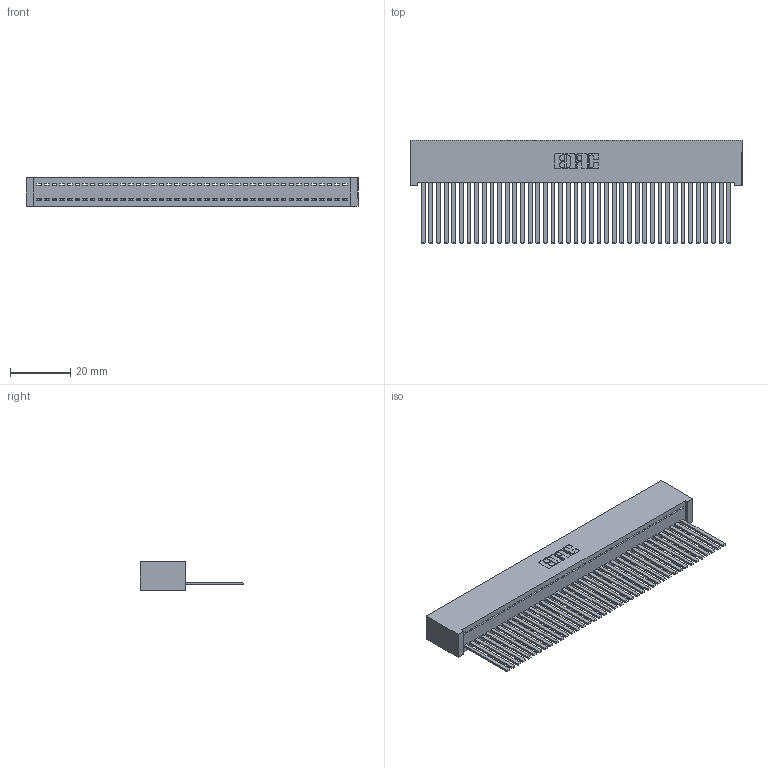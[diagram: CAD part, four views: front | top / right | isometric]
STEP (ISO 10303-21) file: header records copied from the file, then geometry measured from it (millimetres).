
FILE_DESCRIPTION (( 'STEP AP203' ), '1' );
FILE_NAME ('392-041-544-101.STEP', '2019-10-07T20:39:01', ( '' ), ( '' ), 'SwSTEP 2.0', 'SolidWorks 2016', '' );
FILE_SCHEMA (( 'CONFIG_CONTROL_DESIGN' ));
Length unit declared in the file: inch
Products named in the file (3): 392-041-544-101; 342 Part_Lugless; 345-292-001_345-293-144
Assembly tree (42 placements, depth 2):
  392-041-544-101
    342 Part_Lugless
    345-292-001_345-293-144  x41
Bounding box: 110.39 x 34.3 x 9.4 mm (x, y, z)
Volume: 10559 mm3; surface area: 17161.4 mm2
Topology: 42 solids, 42 shells, 2234 faces, 6753 edges, 4446 vertices
Faces by surface type: plane 1620, cylinder 614
Entity records: 24601 total; most frequent: CARTESIAN_POINT 4249, ORIENTED_EDGE 4226, DIRECTION 3575, EDGE_CURVE 2113, LINE 1997, VECTOR 1997, VERTEX_POINT 1406, AXIS2_PLACEMENT_3D 789
